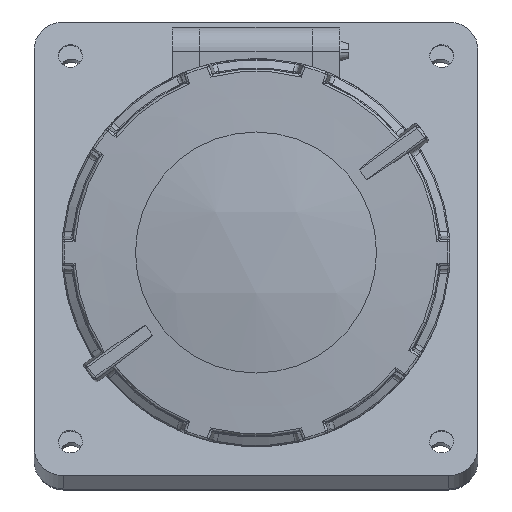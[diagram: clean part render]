
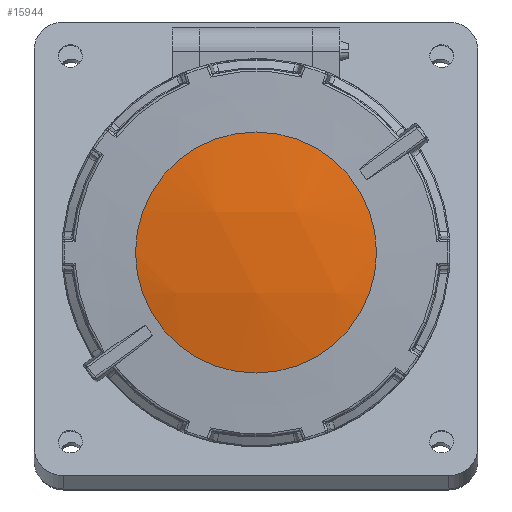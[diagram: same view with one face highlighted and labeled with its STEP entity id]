
A CAD part, top view. The second image highlights one B-rep face of the part: STEP entity #15944.
In plain terms, the highlighted spherical face has radius 123.409 mm.
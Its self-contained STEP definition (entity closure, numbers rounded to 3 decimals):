
#2442 = ORIENTED_EDGE ( 'NONE', *, *, #14434, .F. ) ;
#2570 = FACE_OUTER_BOUND ( 'NONE', #11283, .T. ) ;
#2903 = VERTEX_POINT ( 'NONE', #8405 ) ;
#4622 = DIRECTION ( 'NONE',  ( 0., 0., -1. ) ) ;
#5811 = DIRECTION ( 'NONE',  ( 0., 1., 0. ) ) ;
#8405 = CARTESIAN_POINT ( 'NONE',  ( -25., 0., 17.941 ) ) ;
#8429 = AXIS2_PLACEMENT_3D ( 'NONE', #17604, #4622, #10368 ) ;
#8550 = CARTESIAN_POINT ( 'NONE',  ( 0., 0., -102.909 ) ) ;
#10368 = DIRECTION ( 'NONE',  ( -1., 0., 0. ) ) ;
#11283 = EDGE_LOOP ( 'NONE', ( #2442 ) ) ;
#11422 = CIRCLE ( 'NONE', #8429, 25. ) ;
#14355 = DIRECTION ( 'NONE',  ( -1., 0., 0. ) ) ;
#14434 = EDGE_CURVE ( 'NONE', #2903, #2903, #11422, .T. ) ;
#15730 = AXIS2_PLACEMENT_3D ( 'NONE', #8550, #5811, #14355 ) ;
#15780 = SPHERICAL_SURFACE ( 'NONE', #15730, 123.409 ) ;
#15944 = ADVANCED_FACE ( 'NONE', ( #2570 ), #15780, .T. ) ;
#17604 = CARTESIAN_POINT ( 'NONE',  ( 0., 0., 17.941 ) ) ;
